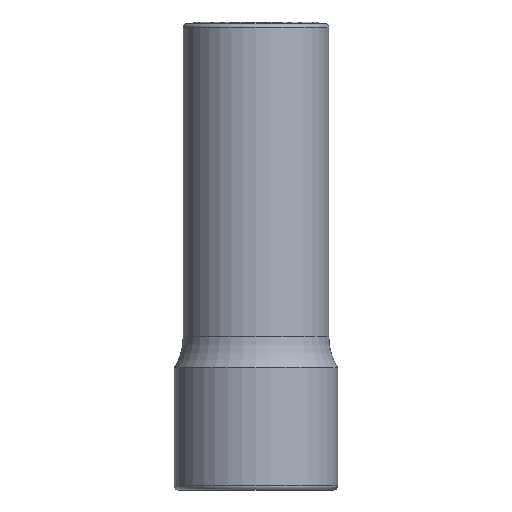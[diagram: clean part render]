
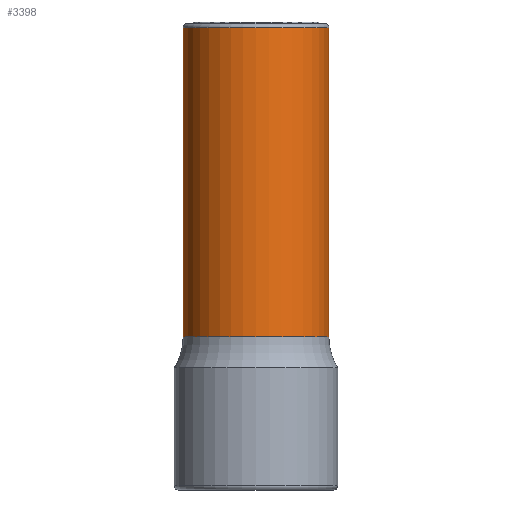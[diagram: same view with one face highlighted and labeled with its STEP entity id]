
A CAD part, front view. The second image highlights one B-rep face of the part: STEP entity #3398.
In plain terms, the highlighted cylindrical face has radius 12.5 mm (diameter 25 mm), a partial arc.
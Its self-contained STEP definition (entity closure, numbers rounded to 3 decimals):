
#2865=DIRECTION('',(0.,1.,0.));
#2866=VECTOR('',#2865,53.032);
#2867=CARTESIAN_POINT('',(12.5,26.268,0.));
#2868=LINE('',#2867,#2866);
#2966=CARTESIAN_POINT('',(0.,79.3,0.));
#2967=DIRECTION('',(0.,1.,0.));
#2968=DIRECTION('',(-1.,0.,0.));
#2969=AXIS2_PLACEMENT_3D('',#2966,#2967,#2968);
#2974=CARTESIAN_POINT('',(0.,26.268,0.));
#2975=DIRECTION('',(0.,1.,0.));
#2976=DIRECTION('',(-1.,0.,0.));
#2977=AXIS2_PLACEMENT_3D('',#2974,#2975,#2976);
#2982=DIRECTION('',(0.,1.,0.));
#2983=VECTOR('',#2982,53.032);
#2984=CARTESIAN_POINT('',(-12.5,26.268,0.));
#2985=LINE('',#2984,#2983);
#2993=CARTESIAN_POINT('',(-12.5,26.268,0.));
#2994=CARTESIAN_POINT('',(12.5,26.268,0.));
#2995=VERTEX_POINT('',#2993);
#2996=VERTEX_POINT('',#2994);
#3017=CARTESIAN_POINT('',(12.5,79.3,0.));
#3018=CARTESIAN_POINT('',(-12.5,79.3,0.));
#3019=VERTEX_POINT('',#3017);
#3020=VERTEX_POINT('',#3018);
#3387=CARTESIAN_POINT('',(0.,21.,0.));
#3388=DIRECTION('',(0.,1.,0.));
#3389=DIRECTION('',(1.,0.,0.));
#3390=AXIS2_PLACEMENT_3D('',#3387,#3388,#3389);
#3391=CYLINDRICAL_SURFACE('',#3390,12.5);
#3392=ORIENTED_EDGE('',*,*,#3381,.T.);
#3393=ORIENTED_EDGE('',*,*,#3283,.F.);
#3394=ORIENTED_EDGE('',*,*,#3253,.F.);
#3395=ORIENTED_EDGE('',*,*,#3280,.T.);
#3396=EDGE_LOOP('',(#3392,#3393,#3394,#3395));
#3397=FACE_OUTER_BOUND('',#3396,.F.);
#3398=ADVANCED_FACE('',(#3397),#3391,.T.);
#2970=CIRCLE('',#2969,12.5);
#2978=CIRCLE('',#2977,12.5);
#3253=EDGE_CURVE('',#2995,#2996,#2978,.T.);
#3280=EDGE_CURVE('',#2995,#3020,#2985,.T.);
#3283=EDGE_CURVE('',#2996,#3019,#2868,.T.);
#3381=EDGE_CURVE('',#3020,#3019,#2970,.T.);
